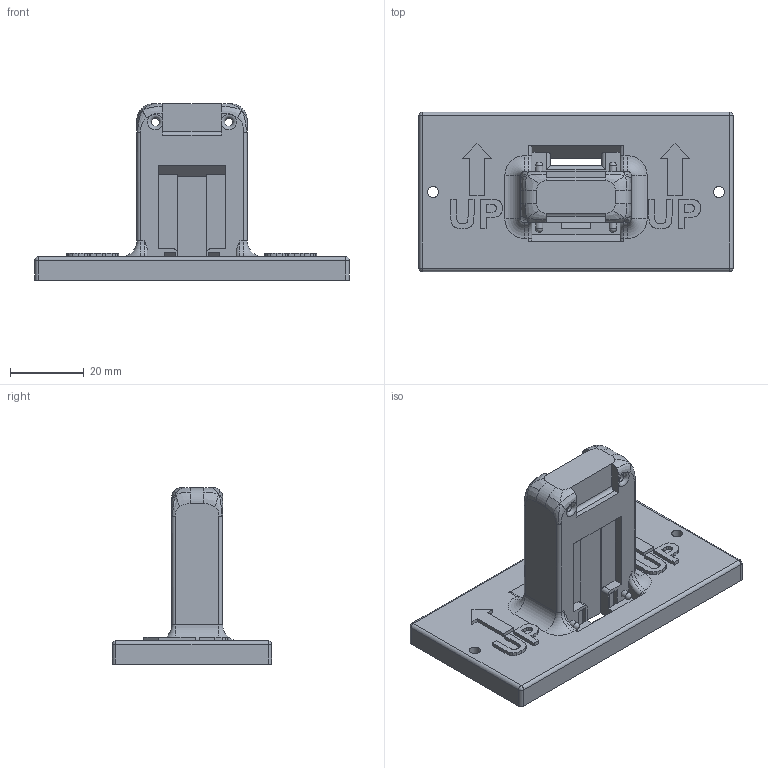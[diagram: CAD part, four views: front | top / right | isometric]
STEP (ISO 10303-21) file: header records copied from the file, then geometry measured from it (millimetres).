
FILE_DESCRIPTION(/* description */ (''),/* implementation_level */ '2;1');
FILE_NAME(/* name */ 'Nabu-SD-Backplate.step',/* time_stamp */ '2023-07-30T18:21:04-07:00',/* author */ (''),/* organization */ (''),/* preprocessor_version */ 'ST-DEVELOPER v20',/* originating_system */ 'Autodesk Translation Framework v12.9.0.99',/* authorisation */ '');
FILE_SCHEMA (('AUTOMOTIVE_DESIGN { 1 0 10303 214 3 1 1 }'));
Length unit declared in the file: millimetre
Products named in the file (1): Nabu-SD-Backplate
Bounding box: 85.5 x 43.35 x 47.95 mm (x, y, z)
Volume: 37741.7 mm3; surface area: 13591.9 mm2
Topology: 1 solids, 1 shells, 242 faces, 671 edges, 432 vertices
Faces by surface type: plane 101, bspline 78, cylinder 43, torus 12, sphere 8
Full cylindrical faces by diameter (mm): 2 x4, 2.2 x2, 3 x2
Entity records: 11243 total; most frequent: CARTESIAN_POINT 5436, ORIENTED_EDGE 1334, DIRECTION 977, EDGE_CURVE 667, VERTEX_POINT 432, LINE 375, VECTOR 375, AXIS2_PLACEMENT_3D 301
